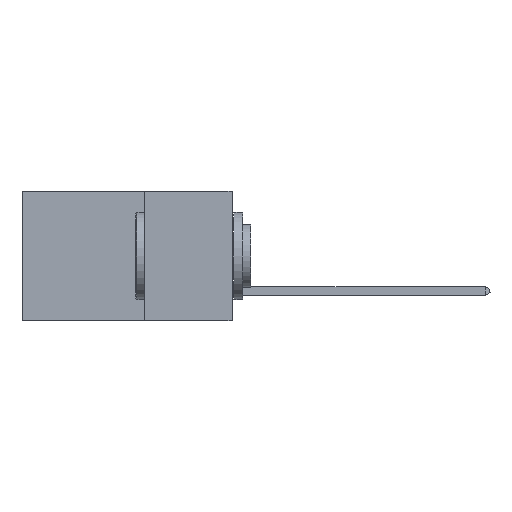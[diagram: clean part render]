
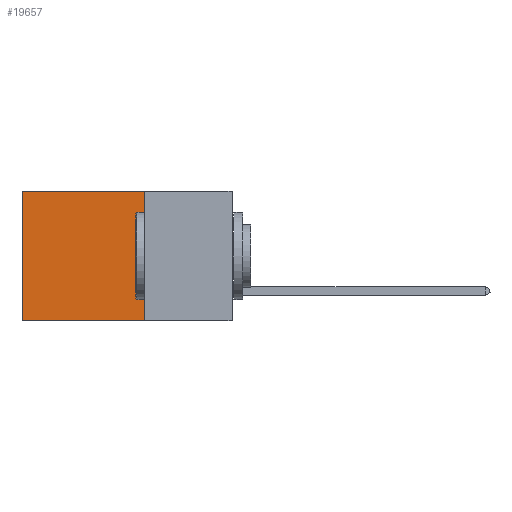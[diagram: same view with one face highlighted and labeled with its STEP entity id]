
A CAD part, left-side view. The second image highlights one B-rep face of the part: STEP entity #19657.
In plain terms, the highlighted planar face has unit normal (-1, 0, 0).
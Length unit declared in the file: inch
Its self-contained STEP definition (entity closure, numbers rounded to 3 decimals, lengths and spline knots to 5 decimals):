
#1606 = DIRECTION ( 'NONE',  ( 0., 1., 0. ) ) ;
#2645 = VECTOR ( 'NONE', #6574, 39.37008 ) ;
#4722 = DIRECTION ( 'NONE',  ( 0., 1., 0. ) ) ;
#6382 = EDGE_LOOP ( 'NONE', ( #12110, #15274, #11199, #26367 ) ) ;
#6574 = DIRECTION ( 'NONE',  ( 0., 0., -1. ) ) ;
#8553 = EDGE_CURVE ( 'NONE', #33040, #32160, #27969, .T. ) ;
#9468 = VERTEX_POINT ( 'NONE', #31524 ) ;
#9676 = CARTESIAN_POINT ( 'NONE',  ( 0.2875, 0.25, 0. ) ) ;
#11199 = ORIENTED_EDGE ( 'NONE', *, *, #29349, .F. ) ;
#12110 = ORIENTED_EDGE ( 'NONE', *, *, #24768, .T. ) ;
#13580 = DIRECTION ( 'NONE',  ( 0., 0., -1. ) ) ;
#13594 = CARTESIAN_POINT ( 'NONE',  ( 0.2875, 0.6, 0. ) ) ;
#15274 = ORIENTED_EDGE ( 'NONE', *, *, #8553, .F. ) ;
#16361 = VERTEX_POINT ( 'NONE', #28261 ) ;
#19225 = CARTESIAN_POINT ( 'NONE',  ( 0.2875, 0.25, 0. ) ) ;
#19448 = LINE ( 'NONE', #13594, #30067 ) ;
#19657 = ADVANCED_FACE ( 'NONE', ( #22278 ), #22474, .F. ) ;
#22278 = FACE_OUTER_BOUND ( 'NONE', #6382, .T. ) ;
#22474 = PLANE ( 'NONE',  #32438 ) ;
#23066 = EDGE_CURVE ( 'NONE', #9468, #16361, #27111, .T. ) ;
#24768 = EDGE_CURVE ( 'NONE', #16361, #32160, #19448, .T. ) ;
#25197 = CARTESIAN_POINT ( 'NONE',  ( 0.2875, 0.6, -0.37 ) ) ;
#26367 = ORIENTED_EDGE ( 'NONE', *, *, #23066, .T. ) ;
#27111 = LINE ( 'NONE', #36874, #31302 ) ;
#27424 = CARTESIAN_POINT ( 'NONE',  ( 0.2875, 0.25, -0.37 ) ) ;
#27969 = LINE ( 'NONE', #27424, #37245 ) ;
#28261 = CARTESIAN_POINT ( 'NONE',  ( 0.2875, 0.6, 0. ) ) ;
#28559 = DIRECTION ( 'NONE',  ( 0., 0., -1. ) ) ;
#29349 = EDGE_CURVE ( 'NONE', #9468, #33040, #35465, .T. ) ;
#30067 = VECTOR ( 'NONE', #28559, 39.37008 ) ;
#31276 = DIRECTION ( 'NONE',  ( 1., 0., 0. ) ) ;
#31302 = VECTOR ( 'NONE', #1606, 39.37008 ) ;
#31524 = CARTESIAN_POINT ( 'NONE',  ( 0.2875, 0.25, 0. ) ) ;
#32160 = VERTEX_POINT ( 'NONE', #25197 ) ;
#32438 = AXIS2_PLACEMENT_3D ( 'NONE', #19225, #31276, #13580 ) ;
#33040 = VERTEX_POINT ( 'NONE', #34436 ) ;
#34436 = CARTESIAN_POINT ( 'NONE',  ( 0.2875, 0.25, -0.37 ) ) ;
#35465 = LINE ( 'NONE', #9676, #2645 ) ;
#36874 = CARTESIAN_POINT ( 'NONE',  ( 0.2875, 0.25, 0. ) ) ;
#37245 = VECTOR ( 'NONE', #4722, 39.37008 ) ;
